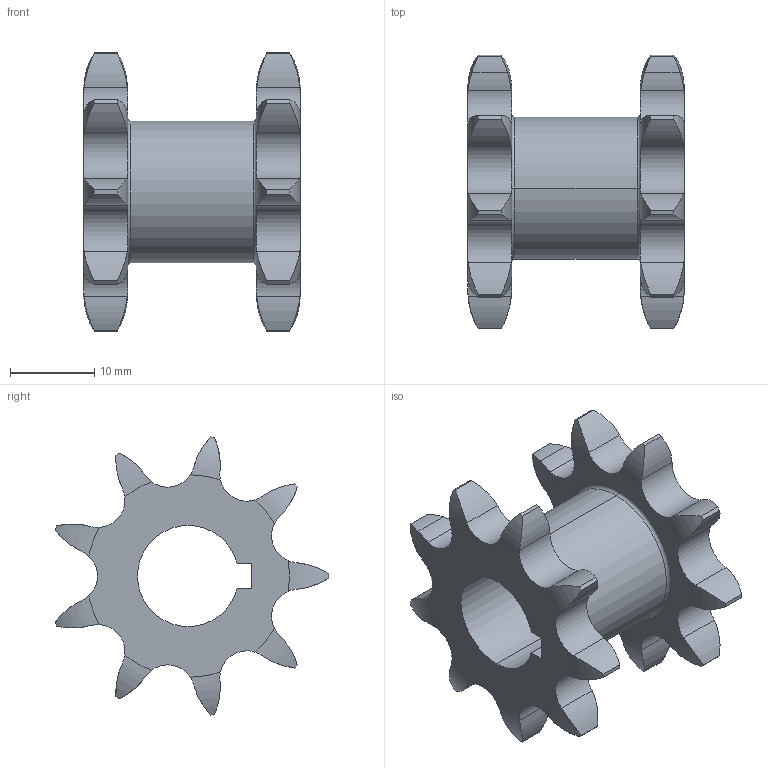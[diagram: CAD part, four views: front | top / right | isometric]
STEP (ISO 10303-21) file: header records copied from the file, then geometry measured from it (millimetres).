
FILE_DESCRIPTION (( 'STEP AP203' ), '1' );
FILE_NAME ('9T 06b3.STEP', '2017-03-10T10:15:51', ( '' ), ( '' ), 'SwSTEP 2.0', 'SolidWorks 2015', '' );
FILE_SCHEMA (( 'CONFIG_CONTROL_DESIGN' ));
Length unit declared in the file: millimetre
Products named in the file (1): 9T 06b3
Bounding box: 25.69 x 32.48 x 32.98 mm (x, y, z)
Volume: 5655 mm3; surface area: 4574.6 mm2
Topology: 1 solids, 1 shells, 132 faces, 380 edges, 252 vertices
Faces by surface type: cylinder 85, torus 40, plane 7
Entity records: 4947 total; most frequent: CARTESIAN_POINT 1569, ORIENTED_EDGE 760, DIRECTION 628, EDGE_CURVE 380, AXIS2_PLACEMENT_3D 267, VERTEX_POINT 252, B_SPLINE_CURVE_WITH_KNOTS 152, EDGE_LOOP 136
